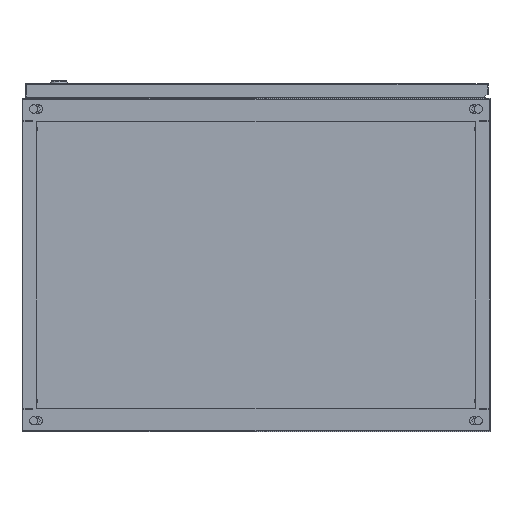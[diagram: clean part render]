
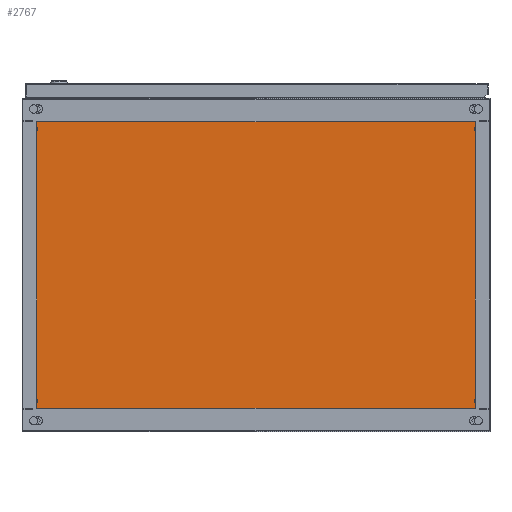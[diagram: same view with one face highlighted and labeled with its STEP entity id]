
A CAD part, front view. The second image highlights one B-rep face of the part: STEP entity #2767.
In plain terms, the highlighted planar face has unit normal (0, -1, 0).
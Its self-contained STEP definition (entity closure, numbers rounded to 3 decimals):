
#2767 = ADVANCED_FACE ( 'NONE', ( #53849 ), #19307, .F. ) ;
#2818 = CARTESIAN_POINT ( 'NONE',  ( 375., 1999., -245. ) ) ;
#11267 = DIRECTION ( 'NONE',  ( 0., 0., 1. ) ) ;
#11668 = EDGE_LOOP ( 'NONE', ( #14136, #83786, #33265, #71591 ) ) ;
#14136 = ORIENTED_EDGE ( 'NONE', *, *, #61987, .F. ) ;
#14337 = LINE ( 'NONE', #64114, #56304 ) ;
#19307 = PLANE ( 'NONE',  #101406 ) ;
#27344 = CARTESIAN_POINT ( 'NONE',  ( 0., 1999., 0. ) ) ;
#27819 = CARTESIAN_POINT ( 'NONE',  ( -375., 1999., -245. ) ) ;
#30113 = VERTEX_POINT ( 'NONE', #46217 ) ;
#30163 = EDGE_CURVE ( 'NONE', #30113, #33267, #14337, .T. ) ;
#30744 = DIRECTION ( 'NONE',  ( 1., 0., 0. ) ) ;
#33265 = ORIENTED_EDGE ( 'NONE', *, *, #56335, .F. ) ;
#33267 = VERTEX_POINT ( 'NONE', #86462 ) ;
#35265 = CARTESIAN_POINT ( 'NONE',  ( 375., 1999., -245. ) ) ;
#36575 = VECTOR ( 'NONE', #86359, 1000. ) ;
#39307 = VERTEX_POINT ( 'NONE', #95880 ) ;
#39600 = VECTOR ( 'NONE', #86481, 1000. ) ;
#39609 = VERTEX_POINT ( 'NONE', #35265 ) ;
#46217 = CARTESIAN_POINT ( 'NONE',  ( -375., 1999., 245. ) ) ;
#49281 = VECTOR ( 'NONE', #50138, 1000. ) ;
#49781 = CARTESIAN_POINT ( 'NONE',  ( -375., 1999., -245. ) ) ;
#50138 = DIRECTION ( 'NONE',  ( -1., 0., 0. ) ) ;
#50549 = LINE ( 'NONE', #49781, #49281 ) ;
#53849 = FACE_OUTER_BOUND ( 'NONE', #11668, .T. ) ;
#56295 = LINE ( 'NONE', #2818, #36575 ) ;
#56304 = VECTOR ( 'NONE', #30744, 1000. ) ;
#56335 = EDGE_CURVE ( 'NONE', #33267, #39609, #56295, .T. ) ;
#61082 = DIRECTION ( 'NONE',  ( 0., 1., 0. ) ) ;
#61892 = LINE ( 'NONE', #27819, #39600 ) ;
#61987 = EDGE_CURVE ( 'NONE', #39307, #30113, #61892, .T. ) ;
#64114 = CARTESIAN_POINT ( 'NONE',  ( -375., 1999., 245. ) ) ;
#71591 = ORIENTED_EDGE ( 'NONE', *, *, #30163, .F. ) ;
#83786 = ORIENTED_EDGE ( 'NONE', *, *, #101834, .F. ) ;
#86359 = DIRECTION ( 'NONE',  ( 0., 0., -1. ) ) ;
#86462 = CARTESIAN_POINT ( 'NONE',  ( 375., 1999., 245. ) ) ;
#86481 = DIRECTION ( 'NONE',  ( 0., 0., 1. ) ) ;
#95880 = CARTESIAN_POINT ( 'NONE',  ( -375., 1999., -245. ) ) ;
#101406 = AXIS2_PLACEMENT_3D ( 'NONE', #27344, #61082, #11267 ) ;
#101834 = EDGE_CURVE ( 'NONE', #39609, #39307, #50549, .T. ) ;
